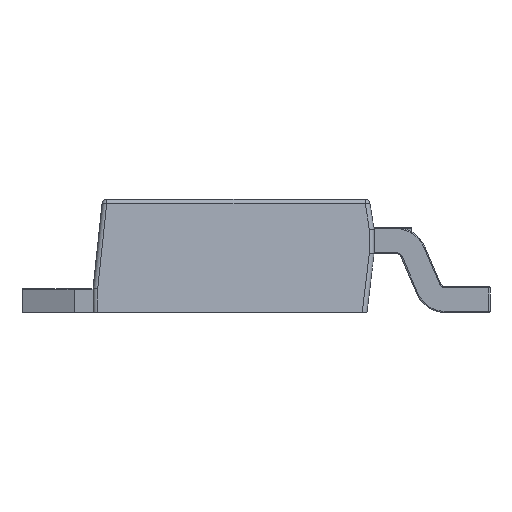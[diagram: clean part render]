
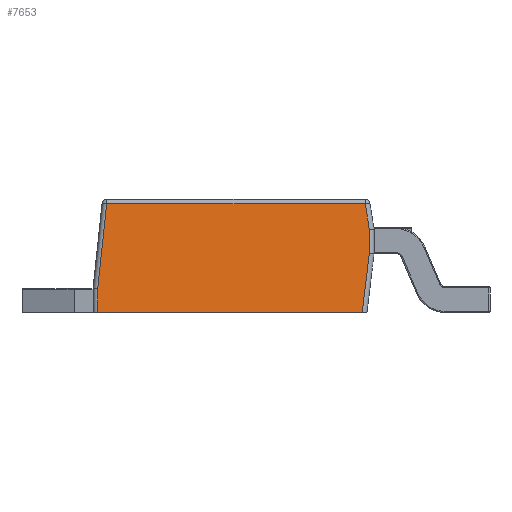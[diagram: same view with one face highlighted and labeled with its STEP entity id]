
A CAD part, left-side view. The second image highlights one B-rep face of the part: STEP entity #7653.
In plain terms, the highlighted planar face has unit normal (-0.997, 0, 0.083).
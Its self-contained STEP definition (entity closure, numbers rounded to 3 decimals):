
#813=FACE_OUTER_BOUND('',#1267,.T.);
#1267=EDGE_LOOP('',(#5911,#5912,#5913,#5914,#5915,#5916,#5917));
#2040=LINE('',#17624,#2628);
#2041=LINE('',#17629,#2629);
#2044=LINE('',#17635,#2632);
#2084=LINE('',#17760,#2672);
#2085=LINE('',#17761,#2673);
#2086=LINE('',#17763,#2674);
#2087=LINE('',#17764,#2675);
#2628=VECTOR('',#8982,1000.);
#2629=VECTOR('',#8987,1000.);
#2632=VECTOR('',#8992,1000.);
#2672=VECTOR('',#9116,10.);
#2673=VECTOR('',#9117,1000.);
#2674=VECTOR('',#9118,1000.);
#2675=VECTOR('',#9119,10.);
#3297=VERTEX_POINT('',#17618);
#3299=VERTEX_POINT('',#17622);
#3301=VERTEX_POINT('',#17627);
#3303=VERTEX_POINT('',#17634);
#3345=VERTEX_POINT('',#17758);
#3346=VERTEX_POINT('',#17759);
#3347=VERTEX_POINT('',#17762);
#4163=EDGE_CURVE('',#3297,#3299,#2040,.T.);
#4165=EDGE_CURVE('',#3299,#3301,#2041,.T.);
#4168=EDGE_CURVE('',#3303,#3297,#2044,.T.);
#4230=EDGE_CURVE('',#3345,#3346,#2084,.T.);
#4231=EDGE_CURVE('',#3345,#3303,#2085,.T.);
#4232=EDGE_CURVE('',#3301,#3347,#2086,.T.);
#4233=EDGE_CURVE('',#3346,#3347,#2087,.T.);
#5911=ORIENTED_EDGE('',*,*,#4230,.F.);
#5912=ORIENTED_EDGE('',*,*,#4231,.T.);
#5913=ORIENTED_EDGE('',*,*,#4168,.T.);
#5914=ORIENTED_EDGE('',*,*,#4163,.T.);
#5915=ORIENTED_EDGE('',*,*,#4165,.T.);
#5916=ORIENTED_EDGE('',*,*,#4232,.T.);
#5917=ORIENTED_EDGE('',*,*,#4233,.F.);
#6934=PLANE('',#8025);
#7653=ADVANCED_FACE('',(#813),#6934,.F.);
#8025=AXIS2_PLACEMENT_3D('',#17757,#9114,#9115);
#8982=DIRECTION('',(0.083,0.,0.997));
#8987=DIRECTION('',(0.082,0.155,0.984));
#8992=DIRECTION('',(0.082,-0.12,0.989));
#9114=DIRECTION('center_axis',(0.997,0.,-0.083));
#9115=DIRECTION('ref_axis',(-0.083,0.,-0.997));
#9116=DIRECTION('',(0.083,0.,0.997));
#9117=DIRECTION('',(0.,-1.,0.));
#9118=DIRECTION('',(0.,1.,0.));
#9119=DIRECTION('',(0.083,-0.105,0.991));
#17618=CARTESIAN_POINT('',(-3.245,-3.,1.256));
#17622=CARTESIAN_POINT('',(-3.203,-3.,1.767));
#17624=CARTESIAN_POINT('',(-3.15,-3.,2.4));
#17627=CARTESIAN_POINT('',(-3.158,-2.915,2.308));
#17629=CARTESIAN_POINT('',(-3.151,-2.902,2.385));
#17634=CARTESIAN_POINT('',(-3.35,-2.848,0.));
#17635=CARTESIAN_POINT('',(-3.246,-3.,1.254));
#17757=CARTESIAN_POINT('Origin',(-3.15,3.101,2.4));
#17758=CARTESIAN_POINT('',(-3.35,2.775,0.));
#17759=CARTESIAN_POINT('',(-3.308,2.775,0.501));
#17760=CARTESIAN_POINT('',(-3.151,2.775,2.392));
#17761=CARTESIAN_POINT('',(-3.35,3.1,0.));
#17762=CARTESIAN_POINT('',(-3.158,2.584,2.308));
#17763=CARTESIAN_POINT('',(-3.158,2.9,2.308));
#17764=CARTESIAN_POINT('',(-3.24,2.688,1.32));
